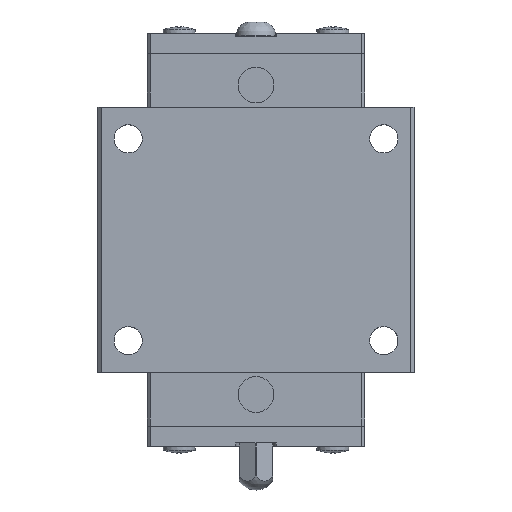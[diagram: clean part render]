
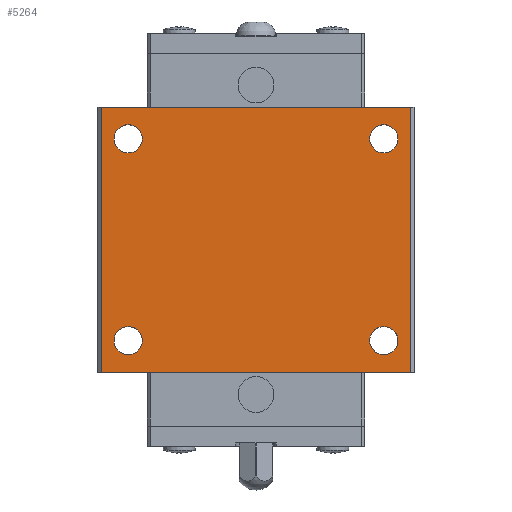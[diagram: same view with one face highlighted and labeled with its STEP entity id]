
A CAD part, top view. The second image highlights one B-rep face of the part: STEP entity #5264.
In plain terms, the highlighted planar face has unit normal (0, 0, 1).
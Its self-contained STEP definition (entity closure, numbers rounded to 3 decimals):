
#223=FACE_BOUND('',#1000,.T.);
#224=FACE_BOUND('',#1001,.T.);
#225=FACE_BOUND('',#1002,.T.);
#226=FACE_BOUND('',#1003,.T.);
#419=PLANE('',#5739);
#696=FACE_OUTER_BOUND('',#999,.T.);
#999=EDGE_LOOP('',(#4884,#4885,#4886,#4887));
#1000=EDGE_LOOP('',(#4888));
#1001=EDGE_LOOP('',(#4889));
#1002=EDGE_LOOP('',(#4890));
#1003=EDGE_LOOP('',(#4891));
#1444=LINE('',#8692,#1953);
#1461=LINE('',#8724,#1970);
#1512=LINE('',#8823,#2021);
#1513=LINE('',#8825,#2022);
#1953=VECTOR('',#7018,1.);
#1970=VECTOR('',#7039,1.);
#2021=VECTOR('',#7142,1.);
#2022=VECTOR('',#7145,1.);
#2041=CIRCLE('',#5327,2.1);
#2044=CIRCLE('',#5331,2.1);
#2047=CIRCLE('',#5335,2.1);
#2050=CIRCLE('',#5339,2.1);
#2207=VERTEX_POINT('',#7214);
#2210=VERTEX_POINT('',#7222);
#2213=VERTEX_POINT('',#7230);
#2216=VERTEX_POINT('',#7238);
#2645=VERTEX_POINT('',#8689);
#2646=VERTEX_POINT('',#8691);
#2658=VERTEX_POINT('',#8721);
#2659=VERTEX_POINT('',#8723);
#2707=EDGE_CURVE('',#2207,#2207,#2041,.T.);
#2711=EDGE_CURVE('',#2210,#2210,#2044,.T.);
#2715=EDGE_CURVE('',#2213,#2213,#2047,.T.);
#2719=EDGE_CURVE('',#2216,#2216,#2050,.T.);
#3352=EDGE_CURVE('',#2646,#2645,#1444,.T.);
#3369=EDGE_CURVE('',#2659,#2658,#1461,.T.);
#3420=EDGE_CURVE('',#2645,#2659,#1512,.T.);
#3421=EDGE_CURVE('',#2646,#2658,#1513,.T.);
#4884=ORIENTED_EDGE('',*,*,#3352,.T.);
#4885=ORIENTED_EDGE('',*,*,#3420,.T.);
#4886=ORIENTED_EDGE('',*,*,#3369,.T.);
#4887=ORIENTED_EDGE('',*,*,#3421,.F.);
#4888=ORIENTED_EDGE('',*,*,#2719,.T.);
#4889=ORIENTED_EDGE('',*,*,#2715,.T.);
#4890=ORIENTED_EDGE('',*,*,#2711,.T.);
#4891=ORIENTED_EDGE('',*,*,#2707,.T.);
#5264=ADVANCED_FACE('',(#696,#223,#224,#225,#226),#419,.T.);
#5327=AXIS2_PLACEMENT_3D('',#7215,#5822,#5823);
#5331=AXIS2_PLACEMENT_3D('',#7223,#5831,#5832);
#5335=AXIS2_PLACEMENT_3D('',#7231,#5840,#5841);
#5339=AXIS2_PLACEMENT_3D('',#7239,#5849,#5850);
#5739=AXIS2_PLACEMENT_3D('',#8824,#7143,#7144);
#5822=DIRECTION('center_axis',(0.,0.,-1.));
#5823=DIRECTION('ref_axis',(1.,0.,0.));
#5831=DIRECTION('center_axis',(0.,0.,-1.));
#5832=DIRECTION('ref_axis',(1.,0.,0.));
#5840=DIRECTION('center_axis',(0.,0.,-1.));
#5841=DIRECTION('ref_axis',(1.,0.,0.));
#5849=DIRECTION('center_axis',(0.,0.,-1.));
#5850=DIRECTION('ref_axis',(1.,0.,0.));
#7018=DIRECTION('',(-1.,0.,0.));
#7039=DIRECTION('',(1.,0.,0.));
#7142=DIRECTION('',(0.,-1.,0.));
#7143=DIRECTION('center_axis',(0.,0.,1.));
#7144=DIRECTION('ref_axis',(-1.,0.,0.));
#7145=DIRECTION('',(0.,-1.,0.));
#7214=CARTESIAN_POINT('',(-21.1,15.701,24.));
#7215=CARTESIAN_POINT('Origin',(-19.,15.701,24.));
#7222=CARTESIAN_POINT('',(-21.1,45.701,24.));
#7223=CARTESIAN_POINT('Origin',(-19.,45.701,24.));
#7230=CARTESIAN_POINT('',(16.9,15.701,24.));
#7231=CARTESIAN_POINT('Origin',(19.,15.701,24.));
#7238=CARTESIAN_POINT('',(16.9,45.701,24.));
#7239=CARTESIAN_POINT('Origin',(19.,45.701,24.));
#8689=CARTESIAN_POINT('',(-23.,50.401,24.));
#8691=CARTESIAN_POINT('',(23.,50.401,24.));
#8692=CARTESIAN_POINT('',(23.,50.401,24.));
#8721=CARTESIAN_POINT('',(23.,11.001,24.));
#8723=CARTESIAN_POINT('',(-23.,11.001,24.));
#8724=CARTESIAN_POINT('',(23.,11.001,24.));
#8823=CARTESIAN_POINT('',(-23.,50.401,24.));
#8824=CARTESIAN_POINT('Origin',(0.,50.401,24.));
#8825=CARTESIAN_POINT('',(23.,50.401,24.));
